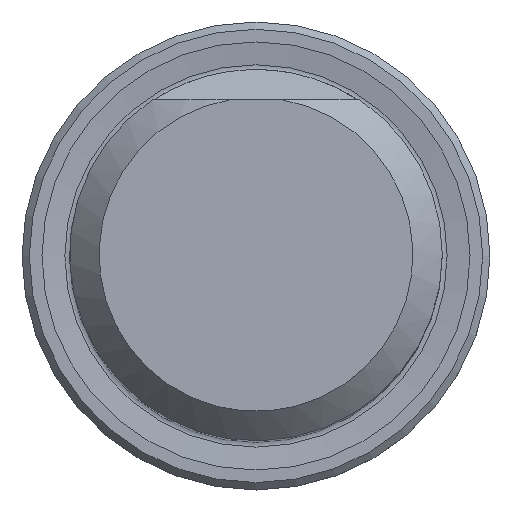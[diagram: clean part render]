
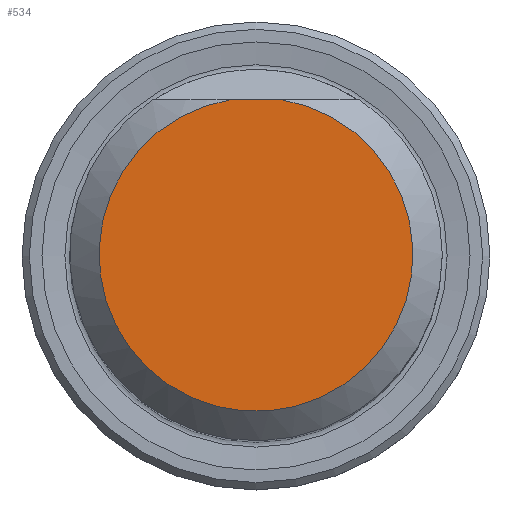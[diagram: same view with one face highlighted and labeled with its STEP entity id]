
A CAD part, top view. The second image highlights one B-rep face of the part: STEP entity #534.
In plain terms, the highlighted planar face has unit normal (0, 0, 1).
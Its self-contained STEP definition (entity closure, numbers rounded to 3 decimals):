
#411=PLANE('',#6204);
#534=ADVANCED_FACE('',(#967),#411,.T.);
#967=FACE_OUTER_BOUND('',#1261,.T.);
#1261=EDGE_LOOP('',(#1928,#1929));
#1609=CIRCLE('',#6203,10.697);
#1928=ORIENTED_EDGE('',*,*,#4105,.F.);
#1929=ORIENTED_EDGE('',*,*,#4106,.T.);
#3528=VERTEX_POINT('',#9369);
#3529=VERTEX_POINT('',#9370);
#4105=EDGE_CURVE('',#3528,#3529,#5305,.T.);
#4106=EDGE_CURVE('',#3528,#3529,#1609,.T.);
#5305=LINE('',#9368,#5647);
#5647=VECTOR('',#7080,1.);
#6203=AXIS2_PLACEMENT_3D('',#9371,#7081,#7082);
#6204=AXIS2_PLACEMENT_3D('',#9372,#7083,#7084);
#7080=DIRECTION('',(1.,0.,0.));
#7081=DIRECTION('',(0.,0.,1.));
#7082=DIRECTION('',(0.,-1.,0.));
#7083=DIRECTION('',(0.,0.,1.));
#7084=DIRECTION('',(0.,-1.,0.));
#9368=CARTESIAN_POINT('',(0.,10.553,56.));
#9369=CARTESIAN_POINT('',(-1.746,10.553,56.));
#9370=CARTESIAN_POINT('',(1.746,10.553,56.));
#9371=CARTESIAN_POINT('',(0.,0.,56.));
#9372=CARTESIAN_POINT('',(0.,0.,56.));
